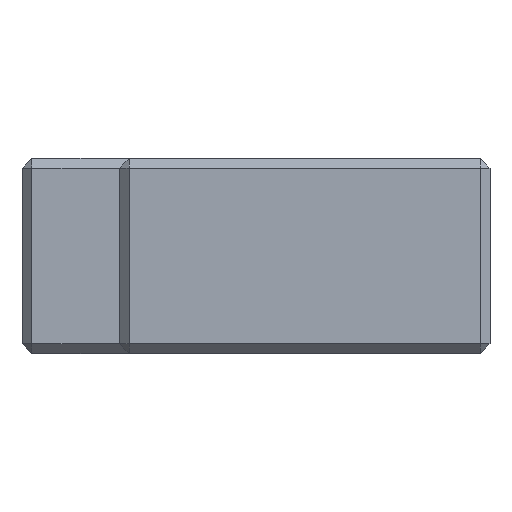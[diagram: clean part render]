
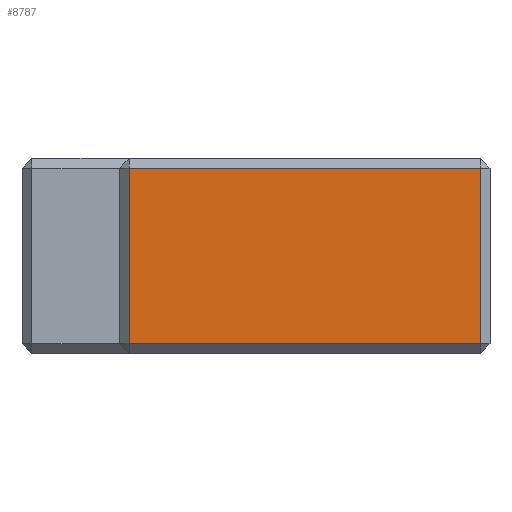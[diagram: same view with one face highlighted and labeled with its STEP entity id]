
A CAD part, left-side view. The second image highlights one B-rep face of the part: STEP entity #8787.
In plain terms, the highlighted planar face has unit normal (-1, 0, 0).
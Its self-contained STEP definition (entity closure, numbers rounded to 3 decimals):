
#452 = DIRECTION ( 'NONE',  ( 0., 0., -1. ) ) ;
#679 = EDGE_CURVE ( 'NONE', #7463, #10881, #11402, .T. ) ;
#724 = AXIS2_PLACEMENT_3D ( 'NONE', #11605, #5227, #8854 ) ;
#830 = EDGE_CURVE ( 'NONE', #10520, #6888, #11774, .T. ) ;
#1264 = VECTOR ( 'NONE', #452, 1000. ) ;
#1668 = ORIENTED_EDGE ( 'NONE', *, *, #5248, .F. ) ;
#2710 = CARTESIAN_POINT ( 'NONE',  ( -35., 38., -9. ) ) ;
#3213 = LINE ( 'NONE', #5183, #11046 ) ;
#3424 = DIRECTION ( 'NONE',  ( 0., -1., 0. ) ) ;
#4102 = CARTESIAN_POINT ( 'NONE',  ( -35., 1., 10. ) ) ;
#4925 = ORIENTED_EDGE ( 'NONE', *, *, #679, .F. ) ;
#5183 = CARTESIAN_POINT ( 'NONE',  ( -35., 37., 10. ) ) ;
#5227 = DIRECTION ( 'NONE',  ( 1., 0., 0. ) ) ;
#5248 = EDGE_CURVE ( 'NONE', #10520, #7463, #3213, .T. ) ;
#6809 = ORIENTED_EDGE ( 'NONE', *, *, #830, .T. ) ;
#6888 = VERTEX_POINT ( 'NONE', #11515 ) ;
#7463 = VERTEX_POINT ( 'NONE', #7964 ) ;
#7533 = VECTOR ( 'NONE', #10011, 1000. ) ;
#7899 = CARTESIAN_POINT ( 'NONE',  ( -35., 38., 9. ) ) ;
#7924 = DIRECTION ( 'NONE',  ( 0., 0., 1. ) ) ;
#7964 = CARTESIAN_POINT ( 'NONE',  ( -35., 37., 9. ) ) ;
#8679 = LINE ( 'NONE', #4102, #1264 ) ;
#8787 = ADVANCED_FACE ( 'NONE', ( #11666 ), #11535, .F. ) ;
#8796 = CARTESIAN_POINT ( 'NONE',  ( -35., 1., 9. ) ) ;
#8854 = DIRECTION ( 'NONE',  ( 0., 1., 0. ) ) ;
#9449 = EDGE_CURVE ( 'NONE', #10881, #6888, #8679, .T. ) ;
#9647 = VECTOR ( 'NONE', #3424, 1000. ) ;
#10011 = DIRECTION ( 'NONE',  ( 0., -1., 0. ) ) ;
#10334 = ORIENTED_EDGE ( 'NONE', *, *, #9449, .F. ) ;
#10454 = CARTESIAN_POINT ( 'NONE',  ( -35., 37., -9. ) ) ;
#10520 = VERTEX_POINT ( 'NONE', #10454 ) ;
#10564 = EDGE_LOOP ( 'NONE', ( #10334, #4925, #1668, #6809 ) ) ;
#10881 = VERTEX_POINT ( 'NONE', #8796 ) ;
#11046 = VECTOR ( 'NONE', #7924, 1000. ) ;
#11402 = LINE ( 'NONE', #7899, #9647 ) ;
#11515 = CARTESIAN_POINT ( 'NONE',  ( -35., 1., -9. ) ) ;
#11535 = PLANE ( 'NONE',  #724 ) ;
#11605 = CARTESIAN_POINT ( 'NONE',  ( -35., 38., 10. ) ) ;
#11666 = FACE_OUTER_BOUND ( 'NONE', #10564, .T. ) ;
#11774 = LINE ( 'NONE', #2710, #7533 ) ;
